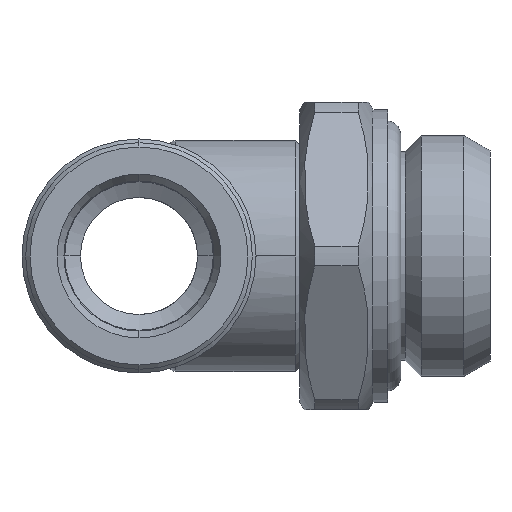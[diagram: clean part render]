
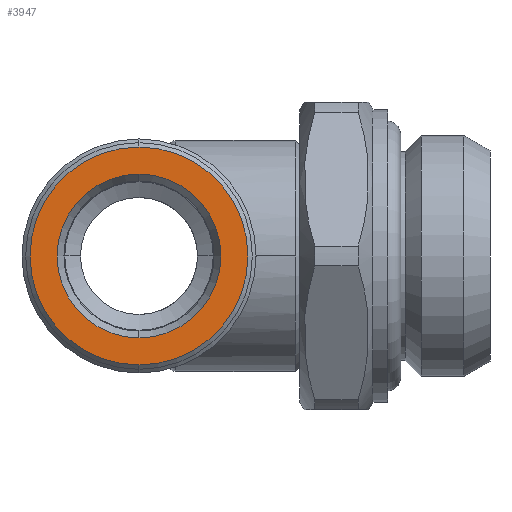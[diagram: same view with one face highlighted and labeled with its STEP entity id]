
A CAD part, left-side view. The second image highlights one B-rep face of the part: STEP entity #3947.
In plain terms, the highlighted planar face has unit normal (-1, 0, 0).
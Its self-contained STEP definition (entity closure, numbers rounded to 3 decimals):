
#100 = DIRECTION ( 'NONE',  ( 1., 0., 0. ) ) ;
#107 = DIRECTION ( 'NONE',  ( 1., 0., 0. ) ) ;
#221 = CIRCLE ( 'NONE', #3993, 7.45 ) ;
#290 = VERTEX_POINT ( 'NONE', #2650 ) ;
#294 = CARTESIAN_POINT ( 'NONE',  ( -25.511, 0., 0. ) ) ;
#307 = DIRECTION ( 'NONE',  ( 1., 0., 0. ) ) ;
#317 = DIRECTION ( 'NONE',  ( 0., 0., -1. ) ) ;
#384 = PLANE ( 'NONE',  #2908 ) ;
#390 = ORIENTED_EDGE ( 'NONE', *, *, #1775, .T. ) ;
#397 = CARTESIAN_POINT ( 'NONE',  ( -25.511, 7.45, 0. ) ) ;
#416 = DIRECTION ( 'NONE',  ( 0., 0., -1. ) ) ;
#419 = CIRCLE ( 'NONE', #2794, 5.6 ) ;
#653 = CIRCLE ( 'NONE', #2950, 5.6 ) ;
#719 = CARTESIAN_POINT ( 'NONE',  ( -25.511, 0., 5.6 ) ) ;
#987 = VERTEX_POINT ( 'NONE', #3734 ) ;
#1030 = CARTESIAN_POINT ( 'NONE',  ( -25.511, 0., 0. ) ) ;
#1187 = EDGE_LOOP ( 'NONE', ( #1342, #1253 ) ) ;
#1253 = ORIENTED_EDGE ( 'NONE', *, *, #1530, .F. ) ;
#1266 = FACE_OUTER_BOUND ( 'NONE', #1187, .T. ) ;
#1310 = DIRECTION ( 'NONE',  ( 1., 0., 0. ) ) ;
#1342 = ORIENTED_EDGE ( 'NONE', *, *, #2190, .F. ) ;
#1530 = EDGE_CURVE ( 'NONE', #3884, #987, #221, .T. ) ;
#1701 = CIRCLE ( 'NONE', #3266, 7.45 ) ;
#1722 = EDGE_LOOP ( 'NONE', ( #2332, #390 ) ) ;
#1775 = EDGE_CURVE ( 'NONE', #290, #3808, #419, .T. ) ;
#1913 = CARTESIAN_POINT ( 'NONE',  ( -25.511, 0., 0. ) ) ;
#2190 = EDGE_CURVE ( 'NONE', #987, #3884, #1701, .T. ) ;
#2275 = CARTESIAN_POINT ( 'NONE',  ( -25.511, 0., 0. ) ) ;
#2280 = DIRECTION ( 'NONE',  ( 0., 0., -1. ) ) ;
#2332 = ORIENTED_EDGE ( 'NONE', *, *, #3068, .T. ) ;
#2523 = DIRECTION ( 'NONE',  ( 0., 0., 1. ) ) ;
#2566 = DIRECTION ( 'NONE',  ( -1., 0., 0. ) ) ;
#2650 = CARTESIAN_POINT ( 'NONE',  ( -25.511, 0., -5.6 ) ) ;
#2794 = AXIS2_PLACEMENT_3D ( 'NONE', #294, #307, #317 ) ;
#2908 = AXIS2_PLACEMENT_3D ( 'NONE', #397, #2566, #2523 ) ;
#2950 = AXIS2_PLACEMENT_3D ( 'NONE', #1913, #1310, #2954 ) ;
#2954 = DIRECTION ( 'NONE',  ( 0., 0., -1. ) ) ;
#3068 = EDGE_CURVE ( 'NONE', #3808, #290, #653, .T. ) ;
#3216 = FACE_BOUND ( 'NONE', #1722, .T. ) ;
#3243 = CARTESIAN_POINT ( 'NONE',  ( -25.511, 0., 7.45 ) ) ;
#3266 = AXIS2_PLACEMENT_3D ( 'NONE', #1030, #107, #2280 ) ;
#3734 = CARTESIAN_POINT ( 'NONE',  ( -25.511, 0., -7.45 ) ) ;
#3808 = VERTEX_POINT ( 'NONE', #719 ) ;
#3884 = VERTEX_POINT ( 'NONE', #3243 ) ;
#3947 = ADVANCED_FACE ( 'NONE', ( #3216, #1266 ), #384, .T. ) ;
#3993 = AXIS2_PLACEMENT_3D ( 'NONE', #2275, #100, #416 ) ;
